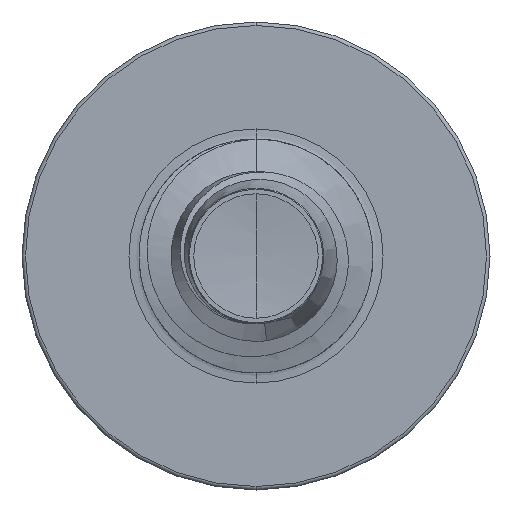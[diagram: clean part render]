
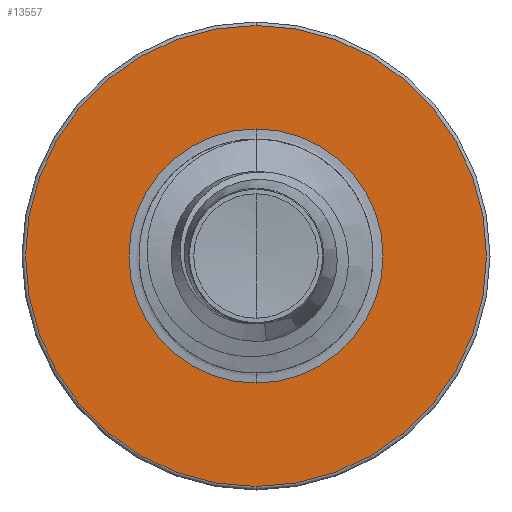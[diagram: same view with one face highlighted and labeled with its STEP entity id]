
A CAD part, front view. The second image highlights one B-rep face of the part: STEP entity #13557.
In plain terms, the highlighted planar face has unit normal (0, -1, 0).
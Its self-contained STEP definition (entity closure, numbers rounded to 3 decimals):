
#443 = AXIS2_PLACEMENT_3D ( 'NONE', #9665, #9663, #9644 ) ;
#1123 = EDGE_CURVE ( 'NONE', #9108, #12165, #12279, .T. ) ;
#1180 = CARTESIAN_POINT ( 'NONE',  ( 0., 5., 1.086 ) ) ;
#1377 = DIRECTION ( 'NONE',  ( 0., 0., 1. ) ) ;
#1379 = DIRECTION ( 'NONE',  ( 0., 1., 0. ) ) ;
#1419 = CARTESIAN_POINT ( 'NONE',  ( 0., 5., 0. ) ) ;
#1654 = CIRCLE ( 'NONE', #9114, 1.086 ) ;
#2863 = CIRCLE ( 'NONE', #443, 1.97 ) ;
#2909 = DIRECTION ( 'NONE',  ( 0., 1., 0. ) ) ;
#3081 = EDGE_CURVE ( 'NONE', #13072, #10610, #5988, .T. ) ;
#3471 = EDGE_LOOP ( 'NONE', ( #12306, #10516 ) ) ;
#4253 = CARTESIAN_POINT ( 'NONE',  ( 0., 5., -1.97 ) ) ;
#4374 = CARTESIAN_POINT ( 'NONE',  ( 0., 5., 1.97 ) ) ;
#5988 = CIRCLE ( 'NONE', #6019, 1.97 ) ;
#6019 = AXIS2_PLACEMENT_3D ( 'NONE', #1419, #1379, #1377 ) ;
#6730 = EDGE_LOOP ( 'NONE', ( #9902, #11579 ) ) ;
#7533 = EDGE_CURVE ( 'NONE', #12165, #9108, #1654, .T. ) ;
#7838 = AXIS2_PLACEMENT_3D ( 'NONE', #9028, #10097, #8331 ) ;
#8213 = EDGE_CURVE ( 'NONE', #10610, #13072, #2863, .T. ) ;
#8243 = CARTESIAN_POINT ( 'NONE',  ( 0., 5., -1.086 ) ) ;
#8331 = DIRECTION ( 'NONE',  ( 0., 0., 1. ) ) ;
#8620 = FACE_BOUND ( 'NONE', #6730, .T. ) ;
#9028 = CARTESIAN_POINT ( 'NONE',  ( 0., 5., 0. ) ) ;
#9108 = VERTEX_POINT ( 'NONE', #1180 ) ;
#9114 = AXIS2_PLACEMENT_3D ( 'NONE', #11659, #11549, #9535 ) ;
#9535 = DIRECTION ( 'NONE',  ( 0., 0., 1. ) ) ;
#9644 = DIRECTION ( 'NONE',  ( 0., 0., 1. ) ) ;
#9663 = DIRECTION ( 'NONE',  ( 0., 1., 0. ) ) ;
#9665 = CARTESIAN_POINT ( 'NONE',  ( 0., 5., 0. ) ) ;
#9902 = ORIENTED_EDGE ( 'NONE', *, *, #1123, .T. ) ;
#10097 = DIRECTION ( 'NONE',  ( 0., 1., 0. ) ) ;
#10516 = ORIENTED_EDGE ( 'NONE', *, *, #3081, .F. ) ;
#10610 = VERTEX_POINT ( 'NONE', #4374 ) ;
#11136 = CARTESIAN_POINT ( 'NONE',  ( 0., 5., -1.086 ) ) ;
#11211 = PLANE ( 'NONE',  #12284 ) ;
#11248 = DIRECTION ( 'NONE',  ( 0., 0., 1. ) ) ;
#11549 = DIRECTION ( 'NONE',  ( 0., 1., 0. ) ) ;
#11579 = ORIENTED_EDGE ( 'NONE', *, *, #7533, .T. ) ;
#11659 = CARTESIAN_POINT ( 'NONE',  ( 0., 5., 0. ) ) ;
#12165 = VERTEX_POINT ( 'NONE', #11136 ) ;
#12279 = CIRCLE ( 'NONE', #7838, 1.086 ) ;
#12284 = AXIS2_PLACEMENT_3D ( 'NONE', #8243, #2909, #11248 ) ;
#12306 = ORIENTED_EDGE ( 'NONE', *, *, #8213, .F. ) ;
#13072 = VERTEX_POINT ( 'NONE', #4253 ) ;
#13074 = FACE_OUTER_BOUND ( 'NONE', #3471, .T. ) ;
#13557 = ADVANCED_FACE ( 'NONE', ( #13074, #8620 ), #11211, .F. ) ;
